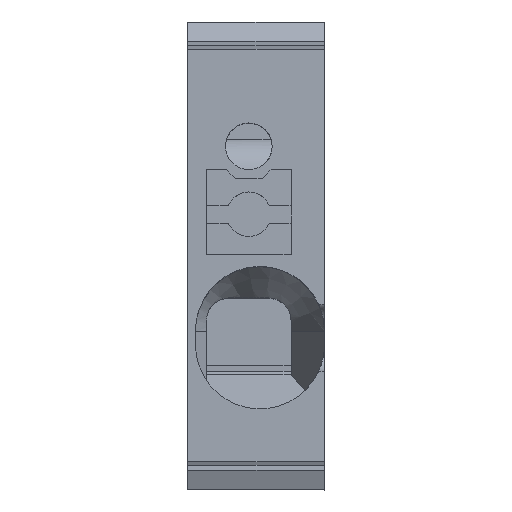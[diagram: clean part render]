
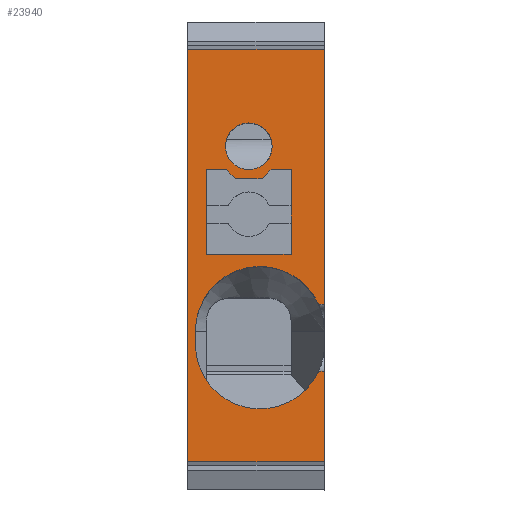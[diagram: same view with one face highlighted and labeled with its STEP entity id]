
A CAD part, top view. The second image highlights one B-rep face of the part: STEP entity #23940.
In plain terms, the highlighted face is planar.
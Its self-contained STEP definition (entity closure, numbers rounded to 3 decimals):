
#14370=CARTESIAN_POINT('',(8.692,-20.935,
1.55));
#14380=VERTEX_POINT('',#14370);
#14410=CARTESIAN_POINT('',(-35.556,-22.418,
1.55));
#14420=DIRECTION('',(-0.999,-0.034,
0.));
#14430=VECTOR('',#14420,1.);
#14440=LINE('',#14410,#14430);
#14450=CARTESIAN_POINT('',(4.621,-21.071,
1.55));
#14460=VERTEX_POINT('',#14450);
#14470=EDGE_CURVE('',#14380,#14460,#14440,.T.);
#15560=CARTESIAN_POINT('',(1.623,-21.172,
1.55));
#15570=VERTEX_POINT('',#15560);
#15600=CARTESIAN_POINT('',(-9.844,-21.556,
1.55));
#15610=VERTEX_POINT('',#15600);
#15620=EDGE_CURVE('',#15570,#15610,#14440,.T.);
#22300=CARTESIAN_POINT('',(8.25,-20.95,
1.55));
#22310=DIRECTION('',(-0.034,0.999,
0.));
#22320=DIRECTION('',(0.999,0.034,
0.));
#22330=AXIS2_PLACEMENT_3D('',#22300,#22310,#22320);
#22340=PLANE('',#22330);
#22350=CARTESIAN_POINT('',(0.,-21.226,-3.75));
#22360=DIRECTION('',(0.999,0.034,
0.));
#22370=VECTOR('',#22360,1.);
#22380=LINE('',#22350,#22370);
#22390=CARTESIAN_POINT('',(-4.424,-21.375,
-3.75));
#22400=VERTEX_POINT('',#22390);
#22410=CARTESIAN_POINT('',(-0.626,-21.247,
-3.75));
#22420=VERTEX_POINT('',#22410);
#22430=EDGE_CURVE('',#22400,#22420,#22380,.T.);
#22440=ORIENTED_EDGE('',*,*,#22430,.F.);
#22450=CARTESIAN_POINT('',(-0.626,-21.247,
0.));
#22460=DIRECTION('',(0.,0.,-1.));
#22470=VECTOR('',#22460,1.);
#22480=LINE('',#22450,#22470);
#22490=CARTESIAN_POINT('',(-0.626,-21.247,
0.05));
#22500=VERTEX_POINT('',#22490);
#22510=EDGE_CURVE('',#22500,#22420,#22480,.T.);
#22520=ORIENTED_EDGE('',*,*,#22510,.T.);
#22530=CARTESIAN_POINT('',(0.,-21.226,0.05));
#22540=DIRECTION('',(0.999,0.034,
0.));
#22550=VECTOR('',#22540,1.);
#22560=LINE('',#22530,#22550);
#22570=CARTESIAN_POINT('',(-4.424,-21.375,
0.05));
#22580=VERTEX_POINT('',#22570);
#22590=EDGE_CURVE('',#22580,#22500,#22560,.T.);
#22600=ORIENTED_EDGE('',*,*,#22590,.T.);
#22610=CARTESIAN_POINT('',(-4.424,-21.375,0.));
#22620=DIRECTION('',(0.,0.,-1.));
#22630=VECTOR('',#22620,1.);
#22640=LINE('',#22610,#22630);
#22650=CARTESIAN_POINT('',(-4.424,-21.375,
-0.85));
#22660=VERTEX_POINT('',#22650);
#22670=EDGE_CURVE('',#22580,#22660,#22640,.T.);
#22680=ORIENTED_EDGE('',*,*,#22670,.F.);
#22690=CARTESIAN_POINT('',(-5.273,-21.403,0.));
#22700=DIRECTION('',(0.707,0.024,
-0.707));
#22710=VECTOR('',#22700,1.);
#22720=LINE('',#22690,#22710);
#22730=CARTESIAN_POINT('',(-4.324,-21.371,
-0.95));
#22740=VERTEX_POINT('',#22730);
#22750=EDGE_CURVE('',#22660,#22740,#22720,.T.);
#22760=ORIENTED_EDGE('',*,*,#22750,.F.);
#22770=CARTESIAN_POINT('',(-5.273,-21.403,0.));
#22780=DIRECTION('',(0.707,0.024,
-0.707));
#22790=VECTOR('',#22780,1.);
#22800=LINE('',#22770,#22790);
#22810=CARTESIAN_POINT('',(-4.024,-21.361,
-1.25));
#22820=VERTEX_POINT('',#22810);
#22830=EDGE_CURVE('',#22740,#22820,#22800,.T.);
#22840=ORIENTED_EDGE('',*,*,#22830,.F.);
#22850=CARTESIAN_POINT('',(-4.024,-21.361,0.));
#22860=DIRECTION('',(0.,0.,-1.));
#22870=VECTOR('',#22860,1.);
#22880=LINE('',#22850,#22870);
#22890=CARTESIAN_POINT('',(-4.024,-21.361,
-2.45));
#22900=VERTEX_POINT('',#22890);
#22910=EDGE_CURVE('',#22820,#22900,#22880,.T.);
#22920=ORIENTED_EDGE('',*,*,#22910,.F.);
#22930=CARTESIAN_POINT('',(-1.575,-21.279,0.));
#22940=DIRECTION('',(-0.707,-0.024,
-0.707));
#22950=VECTOR('',#22940,1.);
#22960=LINE('',#22930,#22950);
#22970=CARTESIAN_POINT('',(-4.424,-21.375,
-2.85));
#22980=VERTEX_POINT('',#22970);
#22990=EDGE_CURVE('',#22900,#22980,#22960,.T.);
#23000=ORIENTED_EDGE('',*,*,#22990,.F.);
#23010=CARTESIAN_POINT('',(-4.424,-21.375,0.));
#23020=DIRECTION('',(0.,0.,-1.));
#23030=VECTOR('',#23020,1.);
#23040=LINE('',#23010,#23030);
#23050=EDGE_CURVE('',#22980,#22400,#23040,.T.);
#23060=ORIENTED_EDGE('',*,*,#23050,.F.);
#23070=EDGE_LOOP('',(#23060,#23000,#22920,#22840,#22760,#22680,#22600,
#22520,#22440));
#23080=FACE_BOUND('',#23070,.T.);
#23090=CARTESIAN_POINT('',(-5.473,-21.41,
-1.85));
#23100=DIRECTION('',(0.034,-0.999,
0.));
#23110=DIRECTION('',(-0.999,-0.034,
0.));
#23120=AXIS2_PLACEMENT_3D('',#23090,#23100,#23110);
#23130=CIRCLE('',#23120,1.05);
#23140=CARTESIAN_POINT('',(-4.467,-21.376,
-2.15));
#23150=VERTEX_POINT('',#23140);
#23160=CARTESIAN_POINT('',(-4.424,-21.375,
-1.85));
#23170=VERTEX_POINT('',#23160);
#23180=EDGE_CURVE('',#23150,#23170,#23130,.T.);
#23190=ORIENTED_EDGE('',*,*,#23180,.F.);
#23200=CARTESIAN_POINT('',(-6.522,-21.445,
-1.85));
#23210=VERTEX_POINT('',#23200);
#23220=EDGE_CURVE('',#23170,#23210,#23130,.T.);
#23230=ORIENTED_EDGE('',*,*,#23220,.F.);
#23240=EDGE_CURVE('',#23210,#23150,#23130,.T.);
#23250=ORIENTED_EDGE('',*,*,#23240,.F.);
#23260=EDGE_LOOP('',(#23250,#23230,#23190));
#23270=FACE_BOUND('',#23260,.T.);
#23280=ORIENTED_EDGE('',*,*,#15620,.T.);
#23290=CARTESIAN_POINT('',(1.623,-21.172,
0.));
#23300=DIRECTION('',(0.,0.,1.));
#23310=VECTOR('',#23300,1.);
#23320=LINE('',#23290,#23310);
#23330=CARTESIAN_POINT('',(1.623,-21.172,
1.29));
#23340=VERTEX_POINT('',#23330);
#23350=EDGE_CURVE('',#23340,#15570,#23320,.T.);
#23360=ORIENTED_EDGE('',*,*,#23350,.T.);
#23370=CARTESIAN_POINT('',(2.822,-21.132,
-1.35));
#23380=DIRECTION('',(0.034,-0.999,
0.));
#23390=DIRECTION('',(-0.999,-0.034,
0.));
#23400=AXIS2_PLACEMENT_3D('',#23370,#23380,#23390);
#23410=CIRCLE('',#23400,2.9);
#23420=CARTESIAN_POINT('',(2.822,-21.132,
-4.25));
#23430=VERTEX_POINT('',#23420);
#23440=EDGE_CURVE('',#23340,#23430,#23410,.T.);
#23450=ORIENTED_EDGE('',*,*,#23440,.F.);
#23460=CARTESIAN_POINT('',(0.,-21.226,
-4.25));
#23470=DIRECTION('',(0.999,0.034,
0.));
#23480=VECTOR('',#23470,1.);
#23490=LINE('',#23460,#23480);
#23500=CARTESIAN_POINT('',(3.422,-21.112,
-4.25));
#23510=VERTEX_POINT('',#23500);
#23520=EDGE_CURVE('',#23430,#23510,#23490,.T.);
#23530=ORIENTED_EDGE('',*,*,#23520,.F.);
#23540=CARTESIAN_POINT('',(3.422,-21.112,
-1.35));
#23550=DIRECTION('',(0.034,-0.999,
0.));
#23560=DIRECTION('',(-0.999,-0.034,
0.));
#23570=AXIS2_PLACEMENT_3D('',#23540,#23550,#23560);
#23580=CIRCLE('',#23570,2.9);
#23590=CARTESIAN_POINT('',(4.621,-21.071,
1.29));
#23600=VERTEX_POINT('',#23590);
#23610=EDGE_CURVE('',#23510,#23600,#23580,.T.);
#23620=ORIENTED_EDGE('',*,*,#23610,.F.);
#23630=CARTESIAN_POINT('',(4.621,-21.071,
0.));
#23640=DIRECTION('',(0.,0.,-1.));
#23650=VECTOR('',#23640,1.);
#23660=LINE('',#23630,#23650);
#23670=EDGE_CURVE('',#14460,#23600,#23660,.T.);
#23680=ORIENTED_EDGE('',*,*,#23670,.T.);
#23690=ORIENTED_EDGE('',*,*,#14470,.T.);
#23700=CARTESIAN_POINT('',(8.692,-20.935,
0.));
#23710=DIRECTION('',(0.,0.,1.));
#23720=VECTOR('',#23710,1.);
#23730=LINE('',#23700,#23720);
#23740=CARTESIAN_POINT('',(8.692,-20.935,
-4.6));
#23750=VERTEX_POINT('',#23740);
#23760=EDGE_CURVE('',#23750,#14380,#23730,.T.);
#23770=ORIENTED_EDGE('',*,*,#23760,.T.);
#23780=CARTESIAN_POINT('',(0.,-21.226,
-4.6));
#23790=DIRECTION('',(0.999,0.034,
0.));
#23800=VECTOR('',#23790,1.);
#23810=LINE('',#23780,#23800);
#23820=CARTESIAN_POINT('',(-9.844,-21.556,
-4.6));
#23830=VERTEX_POINT('',#23820);
#23840=EDGE_CURVE('',#23830,#23750,#23810,.T.);
#23850=ORIENTED_EDGE('',*,*,#23840,.T.);
#23860=CARTESIAN_POINT('',(-9.844,-21.556,
0.));
#23870=DIRECTION('',(0.,0.,1.));
#23880=VECTOR('',#23870,1.);
#23890=LINE('',#23860,#23880);
#23900=EDGE_CURVE('',#23830,#15610,#23890,.T.);
#23910=ORIENTED_EDGE('',*,*,#23900,.F.);
#23920=EDGE_LOOP('',(#23910,#23850,#23770,#23690,#23680,#23620,#23530,
#23450,#23360,#23280));
#23930=FACE_OUTER_BOUND('',#23920,.T.);
#23940=ADVANCED_FACE('',(#23080,#23270,#23930),#22340,.F.);
